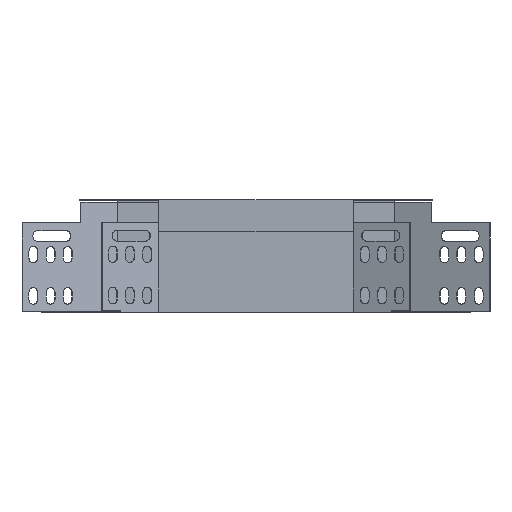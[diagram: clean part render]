
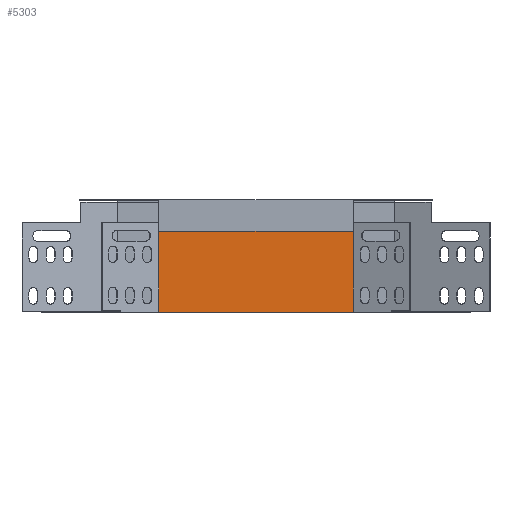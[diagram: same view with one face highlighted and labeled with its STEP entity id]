
A CAD part, top view. The second image highlights one B-rep face of the part: STEP entity #5303.
In plain terms, the highlighted planar face has unit normal (0, 0, 1).
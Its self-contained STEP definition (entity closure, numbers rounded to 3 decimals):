
#257 = EDGE_LOOP ( 'NONE', ( #3994, #4221, #8045, #8269, #6892, #7096 ) ) ;
#339 = CARTESIAN_POINT ( 'NONE',  ( -44.214, 203.156, -63.859 ) ) ;
#384 = DIRECTION ( 'NONE',  ( 0., 0., -1. ) ) ;
#431 = LINE ( 'NONE', #7516, #2051 ) ;
#887 = DIRECTION ( 'NONE',  ( 0., 1., 0. ) ) ;
#1052 = EDGE_CURVE ( 'NONE', #3771, #6092, #431, .T. ) ;
#1060 = DIRECTION ( 'NONE',  ( 0., 1., 0. ) ) ;
#1237 = VERTEX_POINT ( 'NONE', #2938 ) ;
#1341 = CARTESIAN_POINT ( 'NONE',  ( 98.339, 138.156, -63.859 ) ) ;
#1585 = CARTESIAN_POINT ( 'NONE',  ( 97.208, 138.956, -63.859 ) ) ;
#1782 = EDGE_CURVE ( 'NONE', #1237, #7377, #5372, .T. ) ;
#1943 = DIRECTION ( 'NONE',  ( 0., -1., 0. ) ) ;
#2051 = VECTOR ( 'NONE', #8198, 1000. ) ;
#2550 = AXIS2_PLACEMENT_3D ( 'NONE', #4475, #384, #5192 ) ;
#2938 = CARTESIAN_POINT ( 'NONE',  ( 97.208, 138.156, -63.859 ) ) ;
#3089 = VERTEX_POINT ( 'NONE', #339 ) ;
#3305 = CARTESIAN_POINT ( 'NONE',  ( 97.208, 218.156, -63.859 ) ) ;
#3397 = VECTOR ( 'NONE', #887, 1000. ) ;
#3410 = EDGE_CURVE ( 'NONE', #1237, #7511, #4971, .T. ) ;
#3623 = LINE ( 'NONE', #1585, #3397 ) ;
#3771 = VERTEX_POINT ( 'NONE', #3305 ) ;
#3994 = ORIENTED_EDGE ( 'NONE', *, *, #5449, .T. ) ;
#4221 = ORIENTED_EDGE ( 'NONE', *, *, #7737, .T. ) ;
#4234 = CARTESIAN_POINT ( 'NONE',  ( 97.208, 203.156, -63.859 ) ) ;
#4344 = CARTESIAN_POINT ( 'NONE',  ( -44.214, 138.156, -63.859 ) ) ;
#4475 = CARTESIAN_POINT ( 'NONE',  ( -44.214, 218.156, -63.859 ) ) ;
#4703 = DIRECTION ( 'NONE',  ( 0., -1., 0. ) ) ;
#4729 = DIRECTION ( 'NONE',  ( -1., 0., 0. ) ) ;
#4971 = LINE ( 'NONE', #1341, #8362 ) ;
#5181 = EDGE_CURVE ( 'NONE', #7377, #3771, #3623, .T. ) ;
#5192 = DIRECTION ( 'NONE',  ( -1., 0., 0. ) ) ;
#5303 = ADVANCED_FACE ( 'NONE', ( #5578 ), #7863, .F. ) ;
#5372 = LINE ( 'NONE', #7155, #5596 ) ;
#5449 = EDGE_CURVE ( 'NONE', #6092, #3089, #5881, .T. ) ;
#5578 = FACE_OUTER_BOUND ( 'NONE', #257, .T. ) ;
#5596 = VECTOR ( 'NONE', #1060, 1000. ) ;
#5677 = VECTOR ( 'NONE', #1943, 1000. ) ;
#5681 = VECTOR ( 'NONE', #4703, 1000. ) ;
#5750 = CARTESIAN_POINT ( 'NONE',  ( -44.214, 218.156, -63.859 ) ) ;
#5881 = LINE ( 'NONE', #8733, #5677 ) ;
#6092 = VERTEX_POINT ( 'NONE', #5750 ) ;
#6892 = ORIENTED_EDGE ( 'NONE', *, *, #5181, .T. ) ;
#7096 = ORIENTED_EDGE ( 'NONE', *, *, #1052, .T. ) ;
#7155 = CARTESIAN_POINT ( 'NONE',  ( 97.208, 138.956, -63.859 ) ) ;
#7377 = VERTEX_POINT ( 'NONE', #4234 ) ;
#7404 = CARTESIAN_POINT ( 'NONE',  ( -44.214, 203.156, -63.859 ) ) ;
#7446 = LINE ( 'NONE', #7404, #5681 ) ;
#7511 = VERTEX_POINT ( 'NONE', #4344 ) ;
#7516 = CARTESIAN_POINT ( 'NONE',  ( -44.214, 218.156, -63.859 ) ) ;
#7737 = EDGE_CURVE ( 'NONE', #3089, #7511, #7446, .T. ) ;
#7863 = PLANE ( 'NONE',  #2550 ) ;
#8045 = ORIENTED_EDGE ( 'NONE', *, *, #3410, .F. ) ;
#8198 = DIRECTION ( 'NONE',  ( -1., 0., 0. ) ) ;
#8269 = ORIENTED_EDGE ( 'NONE', *, *, #1782, .T. ) ;
#8362 = VECTOR ( 'NONE', #4729, 1000. ) ;
#8733 = CARTESIAN_POINT ( 'NONE',  ( -44.214, 138.956, -63.859 ) ) ;
